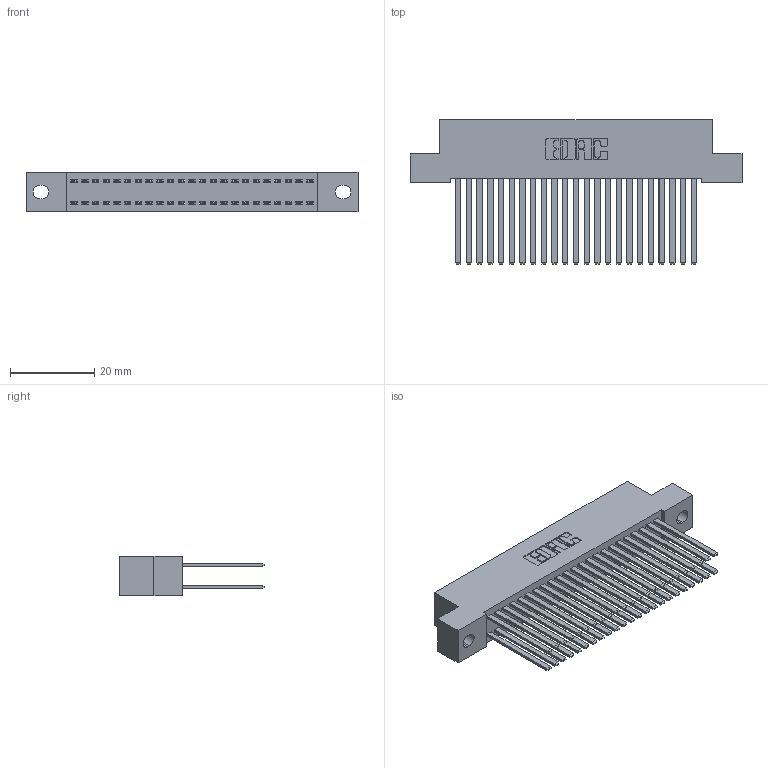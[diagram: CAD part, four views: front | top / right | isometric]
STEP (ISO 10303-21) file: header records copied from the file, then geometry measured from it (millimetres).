
FILE_DESCRIPTION (( 'STEP AP203' ), '1' );
FILE_NAME ('342-046-544-202.STEP', '2018-08-12T16:27:32', ( '' ), ( '' ), 'SwSTEP 2.0', 'SolidWorks 2016', '' );
FILE_SCHEMA (( 'CONFIG_CONTROL_DESIGN' ));
Length unit declared in the file: inch
Products named in the file (3): 342 Part_.128 Slot; 345-292-001_345-293-144; 342-046-544-202
Assembly tree (47 placements, depth 2):
  342-046-544-202
    342 Part_.128 Slot
    345-292-001_345-293-144  x46
Bounding box: 78.74 x 34.3 x 9.4 mm (x, y, z)
Volume: 7577.5 mm3; surface area: 13411.4 mm2
Topology: 47 solids, 47 shells, 2230 faces, 6613 edges, 4346 vertices
Faces by surface type: plane 1542, cylinder 688
Entity records: 17073 total; most frequent: CARTESIAN_POINT 2850, ORIENTED_EDGE 2786, DIRECTION 2465, EDGE_CURVE 1393, VECTOR 1269, LINE 1269, VERTEX_POINT 926, AXIS2_PLACEMENT_3D 598
